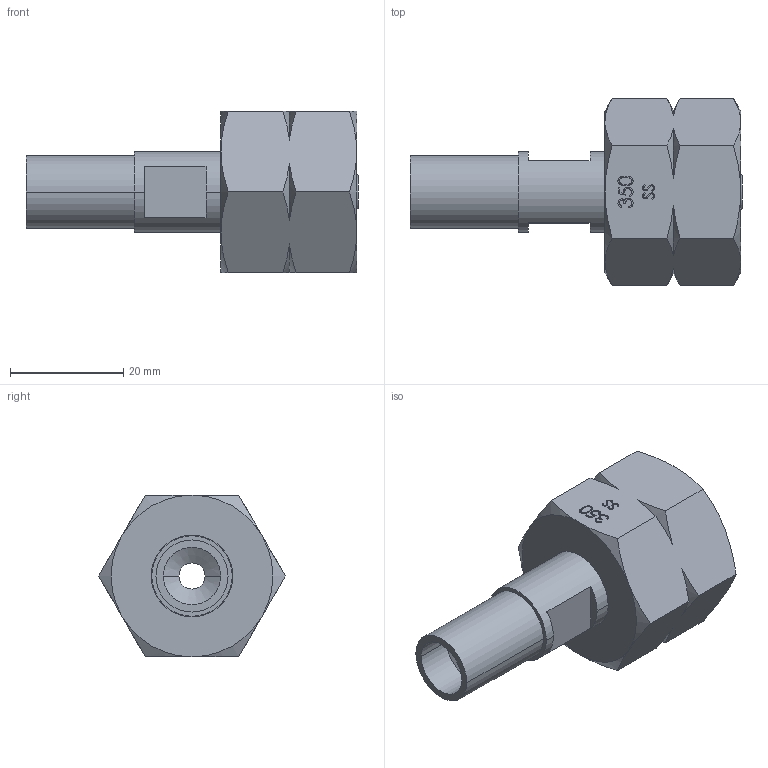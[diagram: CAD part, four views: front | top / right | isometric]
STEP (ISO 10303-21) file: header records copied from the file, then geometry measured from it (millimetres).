
FILE_DESCRIPTION (( 'STEP AP203' ), '1' );
FILE_NAME ('INL-350SS-8TS-P.STEP', '2024-11-15T19:41:31', ( '' ), ( '' ), 'SwSTEP 2.0', 'SolidWorks 2018', '' );
FILE_SCHEMA (( 'CONFIG_CONTROL_DESIGN' ));
Length unit declared in the file: inch
Products named in the file (3): INL-350SS-8TS-P; PRT-000355; PRT-000826
Assembly tree (2 placements, depth 2):
  INL-350SS-8TS-P
    PRT-000355
    PRT-000826
Bounding box: 58.67 x 33 x 28.57 mm (x, y, z)
Volume: 17085.5 mm3; surface area: 9089 mm2
Topology: 2 solids, 2 shells, 173 faces, 539 edges, 378 vertices
Faces by surface type: bspline 64, plane 39, cone 36, cylinder 26, torus 6, sphere 2
Entity records: 13948 total; most frequent: CARTESIAN_POINT 9496, ORIENTED_EDGE 1070, DIRECTION 555, EDGE_CURVE 535, VERTEX_POINT 376, B_SPLINE_CURVE_WITH_KNOTS 291, AXIS2_PLACEMENT_3D 197, EDGE_LOOP 187
